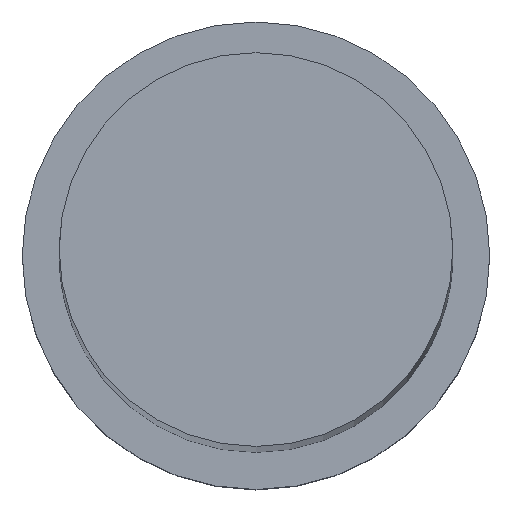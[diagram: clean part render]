
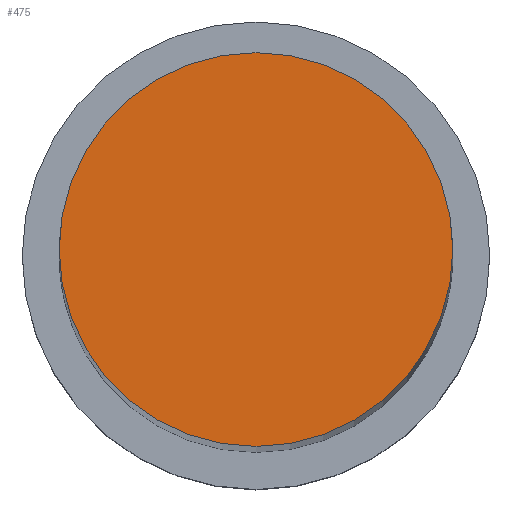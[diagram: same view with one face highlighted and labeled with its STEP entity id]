
A CAD part, top view. The second image highlights one B-rep face of the part: STEP entity #475.
In plain terms, the highlighted planar face has unit normal (0, 0, 1).
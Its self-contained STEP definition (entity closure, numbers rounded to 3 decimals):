
#7 = CIRCLE ( 'NONE', #140, 8. ) ;
#125 = AXIS2_PLACEMENT_3D ( 'NONE', #156, #408, #148 ) ;
#140 = AXIS2_PLACEMENT_3D ( 'NONE', #228, #238, #235 ) ;
#148 = DIRECTION ( 'NONE',  ( 1., 0., 0. ) ) ;
#156 = CARTESIAN_POINT ( 'NONE',  ( 0., 0., 0. ) ) ;
#168 = DIRECTION ( 'NONE',  ( 0., 0., -1. ) ) ;
#183 = FACE_OUTER_BOUND ( 'NONE', #303, .T. ) ;
#228 = CARTESIAN_POINT ( 'NONE',  ( 0., 0., 0. ) ) ;
#235 = DIRECTION ( 'NONE',  ( 1., 0., 0. ) ) ;
#238 = DIRECTION ( 'NONE',  ( 0., 0., 1. ) ) ;
#260 = ORIENTED_EDGE ( 'NONE', *, *, #677, .T. ) ;
#261 = AXIS2_PLACEMENT_3D ( 'NONE', #355, #168, #505 ) ;
#303 = EDGE_LOOP ( 'NONE', ( #260, #447 ) ) ;
#316 = VERTEX_POINT ( 'NONE', #543 ) ;
#355 = CARTESIAN_POINT ( 'NONE',  ( 0., 0., 0. ) ) ;
#408 = DIRECTION ( 'NONE',  ( 0., 0., 1. ) ) ;
#440 = CARTESIAN_POINT ( 'NONE',  ( -8., 0., 0. ) ) ;
#447 = ORIENTED_EDGE ( 'NONE', *, *, #699, .T. ) ;
#475 = ADVANCED_FACE ( 'NONE', ( #183 ), #544, .F. ) ;
#489 = VERTEX_POINT ( 'NONE', #440 ) ;
#505 = DIRECTION ( 'NONE',  ( -1., 0., 0. ) ) ;
#543 = CARTESIAN_POINT ( 'NONE',  ( 8., 0., 0. ) ) ;
#544 = PLANE ( 'NONE',  #261 ) ;
#677 = EDGE_CURVE ( 'NONE', #316, #489, #7, .T. ) ;
#699 = EDGE_CURVE ( 'NONE', #489, #316, #756, .T. ) ;
#756 = CIRCLE ( 'NONE', #125, 8. ) ;
